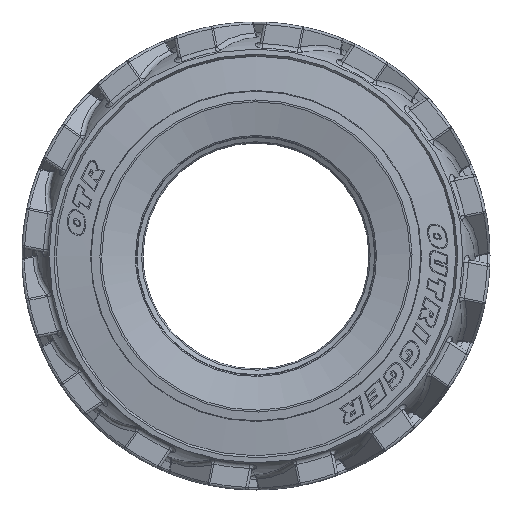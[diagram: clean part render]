
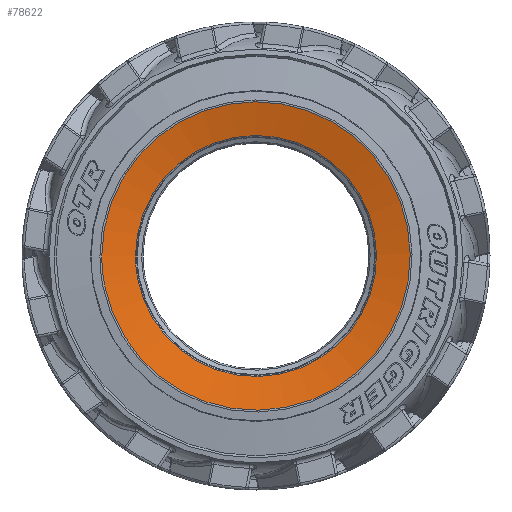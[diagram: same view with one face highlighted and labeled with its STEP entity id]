
A CAD part, left-side view. The second image highlights one B-rep face of the part: STEP entity #78622.
In plain terms, the highlighted conical face has half-angle 76.343 degrees and reference radius 27.003 mm.
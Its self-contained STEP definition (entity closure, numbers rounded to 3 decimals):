
#78568=CARTESIAN_POINT('',(-15.696,23.691,0.0));
#78569=VERTEX_POINT('',#78568);
#78570=CARTESIAN_POINT('',(-15.696,23.236,-4.622));
#78571=VERTEX_POINT('',#78570);
#78572=CARTESIAN_POINT('',(-15.696,0.0,0.0));
#78573=DIRECTION('',(1.0,0.0,0.0));
#78574=DIRECTION('',(0.0,1.0,0.0));
#78575=AXIS2_PLACEMENT_3D('',#78572,#78573,#78574);
#78576=CIRCLE('',#78575,23.691);
#78577=EDGE_CURVE('',#78569,#78571,#78576,.T.);
#78579=CARTESIAN_POINT('',(-15.696,0.0,0.0));
#78580=DIRECTION('',(1.0,0.0,0.0));
#78581=DIRECTION('',(0.0,1.0,0.0));
#78582=AXIS2_PLACEMENT_3D('',#78579,#78580,#78581);
#78583=CIRCLE('',#78582,23.691);
#78584=EDGE_CURVE('',#78571,#78569,#78583,.T.);
#78593=CARTESIAN_POINT('',(-16.5,0.0,0.0));
#78594=DIRECTION('',(-1.0,0.0,0.0));
#78595=DIRECTION('',(0.0,1.0,0.0));
#78596=AXIS2_PLACEMENT_3D('',#78593,#78594,#78595);
#78597=CONICAL_SURFACE('',#78596,27.003,76.343);
#78598=CARTESIAN_POINT('',(-17.305,30.315,0.0));
#78599=VERTEX_POINT('',#78598);
#78600=CARTESIAN_POINT('',(-17.305,29.733,-5.914));
#78601=VERTEX_POINT('',#78600);
#78602=CARTESIAN_POINT('',(-17.305,0.0,0.0));
#78603=DIRECTION('',(1.0,0.0,0.0));
#78604=DIRECTION('',(0.0,1.0,0.0));
#78605=AXIS2_PLACEMENT_3D('',#78602,#78603,#78604);
#78606=CIRCLE('',#78605,30.315);
#78607=EDGE_CURVE('',#78599,#78601,#78606,.T.);
#78608=ORIENTED_EDGE('',*,*,#78607,.F.);
#78609=CARTESIAN_POINT('',(-17.305,0.0,0.0));
#78610=DIRECTION('',(1.0,0.0,0.0));
#78611=DIRECTION('',(0.0,1.0,0.0));
#78612=AXIS2_PLACEMENT_3D('',#78609,#78610,#78611);
#78613=CIRCLE('',#78612,30.315);
#78614=EDGE_CURVE('',#78601,#78599,#78613,.T.);
#78615=ORIENTED_EDGE('',*,*,#78614,.F.);
#78616=EDGE_LOOP('',(#78608,#78615));
#78617=FACE_OUTER_BOUND('',#78616,.T.);
#78618=ORIENTED_EDGE('',*,*,#78577,.T.);
#78619=ORIENTED_EDGE('',*,*,#78584,.T.);
#78620=EDGE_LOOP('',(#78618,#78619));
#78621=FACE_BOUND('',#78620,.T.);
#78622=ADVANCED_FACE('',(#78617,#78621),#78597,.F.);
